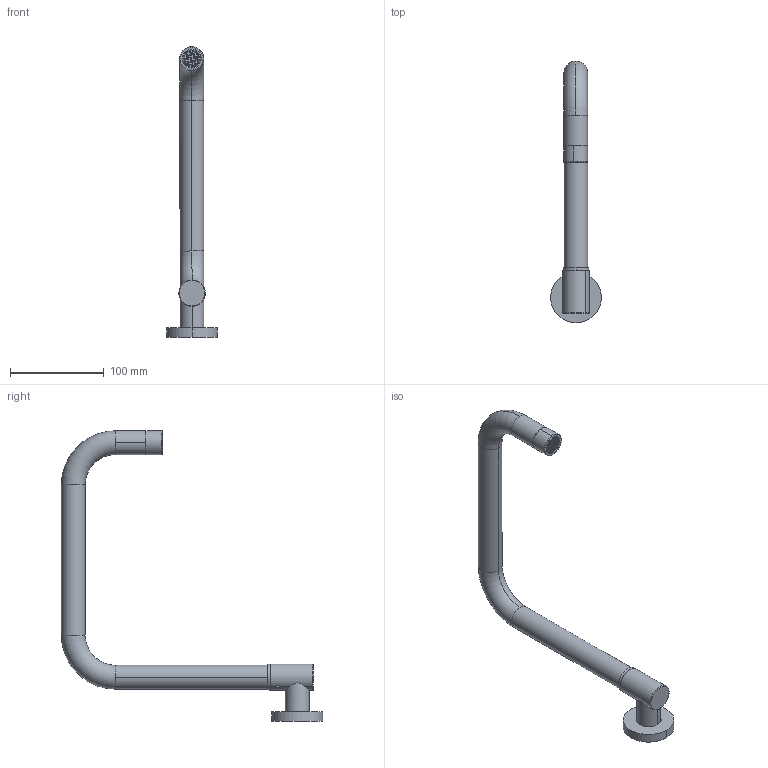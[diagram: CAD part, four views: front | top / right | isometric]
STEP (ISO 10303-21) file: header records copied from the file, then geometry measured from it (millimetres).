
FILE_DESCRIPTION (( 'STEP AP214' ), '1' );
FILE_NAME ('SWSOQC_shell.STEP', '2018-10-23T04:44:46', ( 'khoa' ), ( '' ), 'SwSTEP 2.0', 'SolidWorks 2016', '' );
FILE_SCHEMA (( 'AUTOMOTIVE_DESIGN' ));
Length unit declared in the file: millimetre
Products named in the file (2): SWSOQC_shell
Bounding box: 54 x 278.51 x 309.63 mm (x, y, z)
Volume: 120305.4 mm3; surface area: 97191.1 mm2
Topology: 4 solids, 4 shells, 312 faces, 1058 edges, 574 vertices
Faces by surface type: cylinder 261, plane 17, torus 16, cone 16, bspline 2
Entity records: 21849 total; most frequent: CARTESIAN_POINT 10133, ORIENTED_EDGE 2112, DIRECTION 1309, EDGE_CURVE 1056, VERTEX_POINT 574, B_SPLINE_CURVE_WITH_KNOTS 483, VECTOR 457, LINE 457
